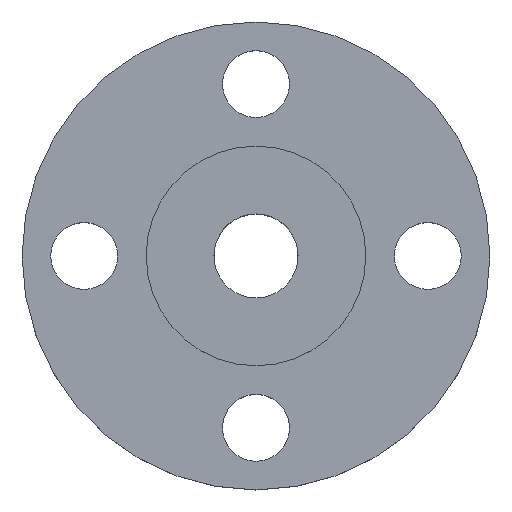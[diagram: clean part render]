
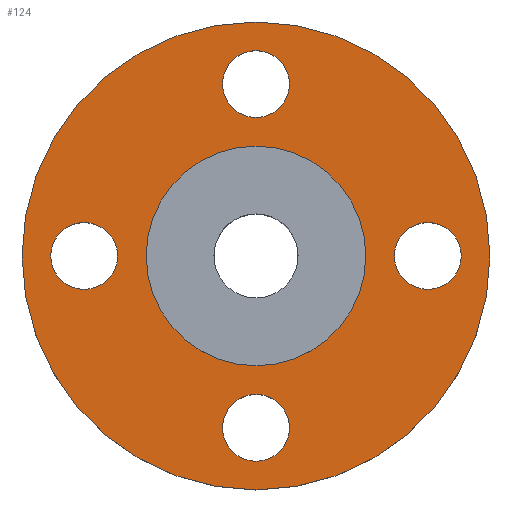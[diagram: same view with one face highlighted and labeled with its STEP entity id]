
A CAD part, top view. The second image highlights one B-rep face of the part: STEP entity #124.
In plain terms, the highlighted planar face has unit normal (0, 0, 1).
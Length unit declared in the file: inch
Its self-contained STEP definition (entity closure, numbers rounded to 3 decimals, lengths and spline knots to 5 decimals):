
#22 = DIRECTION ( 'NONE',  ( 1., 0., 0. ) ) ;
#26 = CIRCLE ( 'NONE', #94, 0.4375 ) ;
#36 = VERTEX_POINT ( 'NONE', #615 ) ;
#37 = CARTESIAN_POINT ( 'NONE',  ( 2.25, 0., -0.0625 ) ) ;
#39 = ORIENTED_EDGE ( 'NONE', *, *, #809, .F. ) ;
#47 = VERTEX_POINT ( 'NONE', #413 ) ;
#60 = ORIENTED_EDGE ( 'NONE', *, *, #167, .F. ) ;
#69 = CIRCLE ( 'NONE', #623, 0.4375 ) ;
#78 = PLANE ( 'NONE',  #720 ) ;
#86 = FACE_BOUND ( 'NONE', #686, .T. ) ;
#88 = DIRECTION ( 'NONE',  ( 0., 0., 1. ) ) ;
#94 = AXIS2_PLACEMENT_3D ( 'NONE', #397, #579, #331 ) ;
#108 = CARTESIAN_POINT ( 'NONE',  ( 2.6875, 0., -0.0625 ) ) ;
#124 = ADVANCED_FACE ( 'NONE', ( #361, #740, #824, #749, #86, #670 ), #78, .F. ) ;
#146 = DIRECTION ( 'NONE',  ( 0., 1., 0. ) ) ;
#159 = VERTEX_POINT ( 'NONE', #722 ) ;
#165 = CIRCLE ( 'NONE', #502, 3.0625 ) ;
#167 = EDGE_CURVE ( 'NONE', #36, #823, #527, .T. ) ;
#177 = ORIENTED_EDGE ( 'NONE', *, *, #416, .T. ) ;
#178 = DIRECTION ( 'NONE',  ( 1., 0., 0. ) ) ;
#190 = CARTESIAN_POINT ( 'NONE',  ( 0., 0., -0.0625 ) ) ;
#194 = DIRECTION ( 'NONE',  ( 1., 0., 0. ) ) ;
#201 = EDGE_CURVE ( 'NONE', #442, #159, #473, .T. ) ;
#222 = EDGE_CURVE ( 'NONE', #520, #586, #26, .T. ) ;
#239 = AXIS2_PLACEMENT_3D ( 'NONE', #396, #647, #587 ) ;
#242 = VERTEX_POINT ( 'NONE', #408 ) ;
#245 = EDGE_LOOP ( 'NONE', ( #580, #525 ) ) ;
#248 = EDGE_CURVE ( 'NONE', #555, #766, #350, .T. ) ;
#251 = CARTESIAN_POINT ( 'NONE',  ( -2.25, 0., -0.0625 ) ) ;
#271 = CIRCLE ( 'NONE', #736, 0.4375 ) ;
#293 = DIRECTION ( 'NONE',  ( 0., 0., 1. ) ) ;
#300 = VERTEX_POINT ( 'NONE', #543 ) ;
#318 = AXIS2_PLACEMENT_3D ( 'NONE', #547, #293, #550 ) ;
#319 = AXIS2_PLACEMENT_3D ( 'NONE', #752, #355, #146 ) ;
#325 = CARTESIAN_POINT ( 'NONE',  ( 3.0625, 0., -0.0625 ) ) ;
#331 = DIRECTION ( 'NONE',  ( 0., -1., 0. ) ) ;
#332 = ORIENTED_EDGE ( 'NONE', *, *, #222, .F. ) ;
#350 = CIRCLE ( 'NONE', #568, 3.0625 ) ;
#355 = DIRECTION ( 'NONE',  ( 0., 0., 1. ) ) ;
#358 = CARTESIAN_POINT ( 'NONE',  ( 0., 1.4375, -0.0625 ) ) ;
#361 = FACE_BOUND ( 'NONE', #852, .T. ) ;
#372 = EDGE_LOOP ( 'NONE', ( #677, #177 ) ) ;
#393 = DIRECTION ( 'NONE',  ( 0., 0., 1. ) ) ;
#396 = CARTESIAN_POINT ( 'NONE',  ( -2.25, 0., -0.0625 ) ) ;
#397 = CARTESIAN_POINT ( 'NONE',  ( 0., 2.25, -0.0625 ) ) ;
#407 = EDGE_CURVE ( 'NONE', #823, #36, #410, .T. ) ;
#408 = CARTESIAN_POINT ( 'NONE',  ( 0.4375, -2.25, -0.0625 ) ) ;
#410 = CIRCLE ( 'NONE', #318, 1.4375 ) ;
#413 = CARTESIAN_POINT ( 'NONE',  ( -0.4375, -2.25, -0.0625 ) ) ;
#416 = EDGE_CURVE ( 'NONE', #766, #555, #165, .T. ) ;
#431 = DIRECTION ( 'NONE',  ( 0., 0., 1. ) ) ;
#436 = CIRCLE ( 'NONE', #675, 0.4375 ) ;
#442 = VERTEX_POINT ( 'NONE', #697 ) ;
#451 = DIRECTION ( 'NONE',  ( 0., 0., 1. ) ) ;
#471 = EDGE_CURVE ( 'NONE', #586, #520, #436, .T. ) ;
#473 = CIRCLE ( 'NONE', #636, 0.4375 ) ;
#478 = CARTESIAN_POINT ( 'NONE',  ( 2.25, 0., -0.0625 ) ) ;
#497 = VERTEX_POINT ( 'NONE', #108 ) ;
#502 = AXIS2_PLACEMENT_3D ( 'NONE', #837, #88, #22 ) ;
#508 = DIRECTION ( 'NONE',  ( 0., 1., 0. ) ) ;
#520 = VERTEX_POINT ( 'NONE', #855 ) ;
#523 = CARTESIAN_POINT ( 'NONE',  ( 0., -2.25, -0.0625 ) ) ;
#525 = ORIENTED_EDGE ( 'NONE', *, *, #591, .F. ) ;
#526 = DIRECTION ( 'NONE',  ( 0., 0., 1. ) ) ;
#527 = CIRCLE ( 'NONE', #594, 1.4375 ) ;
#531 = DIRECTION ( 'NONE',  ( 0., 0., 1. ) ) ;
#537 = CARTESIAN_POINT ( 'NONE',  ( 0., 0., -0.0625 ) ) ;
#543 = CARTESIAN_POINT ( 'NONE',  ( 1.8125, 0., -0.0625 ) ) ;
#547 = CARTESIAN_POINT ( 'NONE',  ( 0., 0., -0.0625 ) ) ;
#550 = DIRECTION ( 'NONE',  ( 1., 0., 0. ) ) ;
#554 = CARTESIAN_POINT ( 'NONE',  ( 0., 2.25, -0.0625 ) ) ;
#555 = VERTEX_POINT ( 'NONE', #325 ) ;
#557 = EDGE_CURVE ( 'NONE', #497, #300, #664, .T. ) ;
#568 = AXIS2_PLACEMENT_3D ( 'NONE', #537, #526, #194 ) ;
#573 = DIRECTION ( 'NONE',  ( -1., 0., 0. ) ) ;
#579 = DIRECTION ( 'NONE',  ( 0., 0., 1. ) ) ;
#580 = ORIENTED_EDGE ( 'NONE', *, *, #201, .F. ) ;
#586 = VERTEX_POINT ( 'NONE', #714 ) ;
#587 = DIRECTION ( 'NONE',  ( 1., 0., 0. ) ) ;
#591 = EDGE_CURVE ( 'NONE', #159, #442, #707, .T. ) ;
#593 = CARTESIAN_POINT ( 'NONE',  ( -3.0625, 0., -0.0625 ) ) ;
#594 = AXIS2_PLACEMENT_3D ( 'NONE', #190, #393, #178 ) ;
#601 = EDGE_CURVE ( 'NONE', #242, #47, #69, .T. ) ;
#607 = DIRECTION ( 'NONE',  ( -1., 0., 0. ) ) ;
#615 = CARTESIAN_POINT ( 'NONE',  ( -1.4375, 0., -0.0625 ) ) ;
#620 = DIRECTION ( 'NONE',  ( 0., 0., -1. ) ) ;
#623 = AXIS2_PLACEMENT_3D ( 'NONE', #523, #789, #508 ) ;
#627 = ORIENTED_EDGE ( 'NONE', *, *, #407, .F. ) ;
#636 = AXIS2_PLACEMENT_3D ( 'NONE', #251, #451, #709 ) ;
#647 = DIRECTION ( 'NONE',  ( 0., 0., 1. ) ) ;
#663 = EDGE_CURVE ( 'NONE', #300, #497, #271, .T. ) ;
#664 = CIRCLE ( 'NONE', #853, 0.4375 ) ;
#670 = FACE_OUTER_BOUND ( 'NONE', #372, .T. ) ;
#675 = AXIS2_PLACEMENT_3D ( 'NONE', #554, #431, #685 ) ;
#677 = ORIENTED_EDGE ( 'NONE', *, *, #248, .T. ) ;
#680 = CARTESIAN_POINT ( 'NONE',  ( 1.4375, 0., -0.0625 ) ) ;
#685 = DIRECTION ( 'NONE',  ( 0., -1., 0. ) ) ;
#686 = EDGE_LOOP ( 'NONE', ( #627, #60 ) ) ;
#690 = EDGE_LOOP ( 'NONE', ( #773, #775 ) ) ;
#692 = CIRCLE ( 'NONE', #319, 0.4375 ) ;
#697 = CARTESIAN_POINT ( 'NONE',  ( -1.8125, 0., -0.0625 ) ) ;
#707 = CIRCLE ( 'NONE', #239, 0.4375 ) ;
#709 = DIRECTION ( 'NONE',  ( 1., 0., 0. ) ) ;
#711 = EDGE_LOOP ( 'NONE', ( #793, #39 ) ) ;
#714 = CARTESIAN_POINT ( 'NONE',  ( 0.4375, 2.25, -0.0625 ) ) ;
#720 = AXIS2_PLACEMENT_3D ( 'NONE', #358, #620, #607 ) ;
#722 = CARTESIAN_POINT ( 'NONE',  ( -2.6875, 0., -0.0625 ) ) ;
#724 = ORIENTED_EDGE ( 'NONE', *, *, #471, .F. ) ;
#736 = AXIS2_PLACEMENT_3D ( 'NONE', #478, #531, #795 ) ;
#740 = FACE_BOUND ( 'NONE', #690, .T. ) ;
#749 = FACE_BOUND ( 'NONE', #245, .T. ) ;
#752 = CARTESIAN_POINT ( 'NONE',  ( 0., -2.25, -0.0625 ) ) ;
#766 = VERTEX_POINT ( 'NONE', #593 ) ;
#773 = ORIENTED_EDGE ( 'NONE', *, *, #557, .F. ) ;
#775 = ORIENTED_EDGE ( 'NONE', *, *, #663, .F. ) ;
#789 = DIRECTION ( 'NONE',  ( 0., 0., 1. ) ) ;
#793 = ORIENTED_EDGE ( 'NONE', *, *, #601, .F. ) ;
#795 = DIRECTION ( 'NONE',  ( -1., 0., 0. ) ) ;
#809 = EDGE_CURVE ( 'NONE', #47, #242, #692, .T. ) ;
#823 = VERTEX_POINT ( 'NONE', #680 ) ;
#824 = FACE_BOUND ( 'NONE', #711, .T. ) ;
#837 = CARTESIAN_POINT ( 'NONE',  ( 0., 0., -0.0625 ) ) ;
#850 = DIRECTION ( 'NONE',  ( 0., 0., 1. ) ) ;
#852 = EDGE_LOOP ( 'NONE', ( #724, #332 ) ) ;
#853 = AXIS2_PLACEMENT_3D ( 'NONE', #37, #850, #573 ) ;
#855 = CARTESIAN_POINT ( 'NONE',  ( -0.4375, 2.25, -0.0625 ) ) ;
